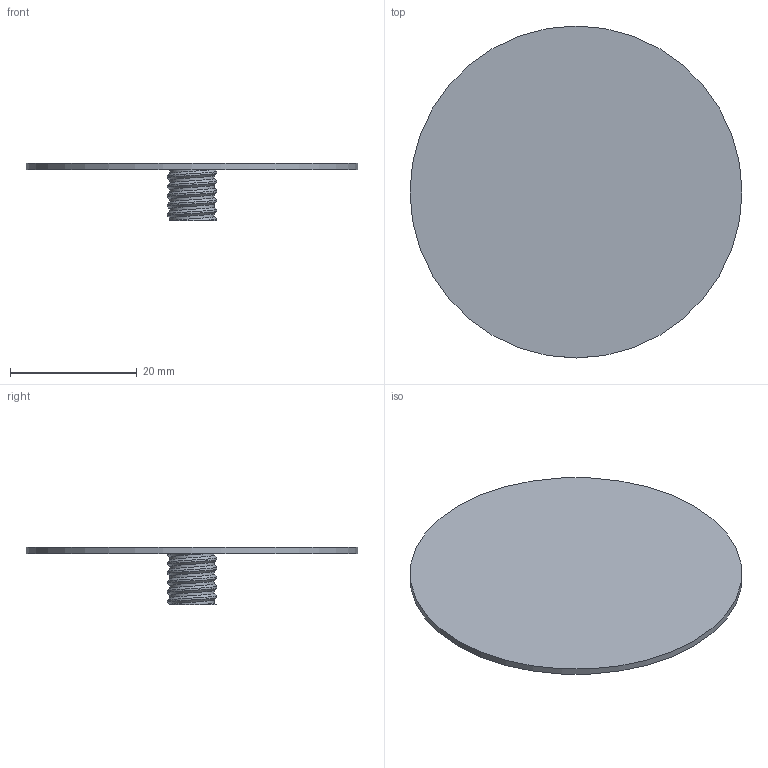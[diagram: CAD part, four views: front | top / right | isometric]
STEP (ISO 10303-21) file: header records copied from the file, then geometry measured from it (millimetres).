
FILE_DESCRIPTION(/* description */ (''),/* implementation_level */ '2;1');
FILE_NAME(/* name */ 'speaker support B.step',/* time_stamp */ '2025-05-30T09:14:55+09:00',/* author */ (''),/* organization */ (''),/* preprocessor_version */ 'ST-DEVELOPER v20.1',/* originating_system */ 'Autodesk Translation Framework v14.10.0.0',/* authorisation */ '');
FILE_SCHEMA (('AUTOMOTIVE_DESIGN { 1 0 10303 214 3 1 1 }'));
Length unit declared in the file: millimetre
Products named in the file (6): Chladni Plate Holder; holder; foot; speaker_positioner; copy this component; Component12
Assembly tree (5 placements, depth 5):
  Chladni Plate Holder
    holder
      foot
        speaker_positioner
          copy this component
          Component12
Bounding box: 52.4 x 52.4 x 9 mm (x, y, z)
Volume: 2499.5 mm3; surface area: 4702.1 mm2
Topology: 1 solids, 1 shells, 19 faces, 48 edges, 32 vertices
Faces by surface type: cylinder 14, plane 3, bspline 2
Full cylindrical faces by diameter (mm): 7.05 x1, 7.8 x3, 52.4 x1
Entity records: 1603 total; most frequent: CARTESIAN_POINT 1064, ORIENTED_EDGE 96, DIRECTION 82, EDGE_CURVE 48, AXIS2_PLACEMENT_3D 35, VERTEX_POINT 32, B_SPLINE_CURVE_WITH_KNOTS 29, EDGE_LOOP 20
